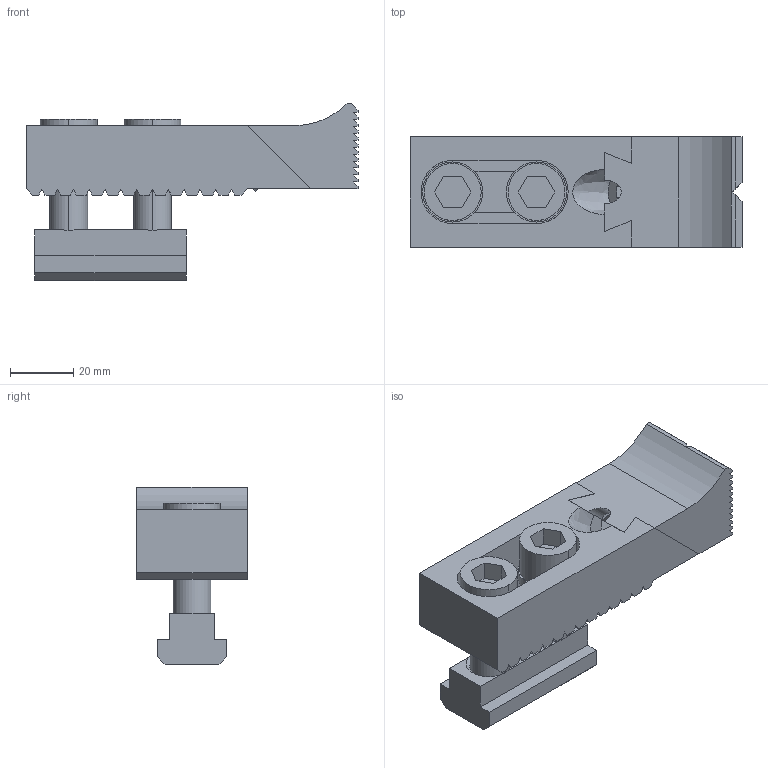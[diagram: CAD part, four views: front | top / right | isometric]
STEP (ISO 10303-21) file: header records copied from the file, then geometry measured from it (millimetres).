
FILE_DESCRIPTION (( 'STEP AP203' ), '1' );
FILE_NAME ('bj102-12022t.STEP', '2021-10-25T01:07:13', ( '' ), ( '' ), 'SwSTEP 2.0', 'SolidWorks 2020', '' );
FILE_SCHEMA (( 'CONFIG_CONTROL_DESIGN' ));
Length unit declared in the file: millimetre
Products named in the file (8): bj102-12022t_03; bj102-12022t_02; bj102-12022t_06; bj102-12022t; bj102-12022t_01; bj102-12022t_05; bj102-12022t_04; bj102-12022t_07
Assembly tree (7 placements, depth 2):
  bj102-12022t
    bj102-12022t_01
    bj102-12022t_02
    bj102-12022t_03
    bj102-12022t_04
    bj102-12022t_05
    bj102-12022t_06
    bj102-12022t_07
Bounding box: 105 x 35 x 55.99 mm (x, y, z)
Volume: 85938.6 mm3; surface area: 31333.3 mm2
Topology: 7 solids, 7 shells, 250 faces, 696 edges, 463 vertices
Faces by surface type: plane 210, cylinder 29, cone 8, bspline 3
Entity records: 9107 total; most frequent: CARTESIAN_POINT 1976, ORIENTED_EDGE 1392, DIRECTION 1177, EDGE_CURVE 696, VECTOR 525, LINE 525, VERTEX_POINT 463, AXIS2_PLACEMENT_3D 326
